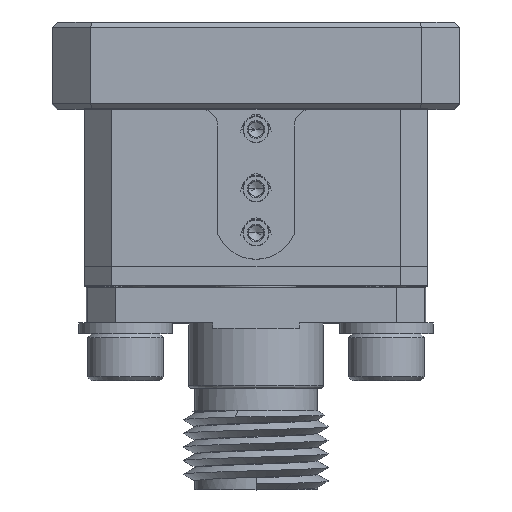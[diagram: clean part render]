
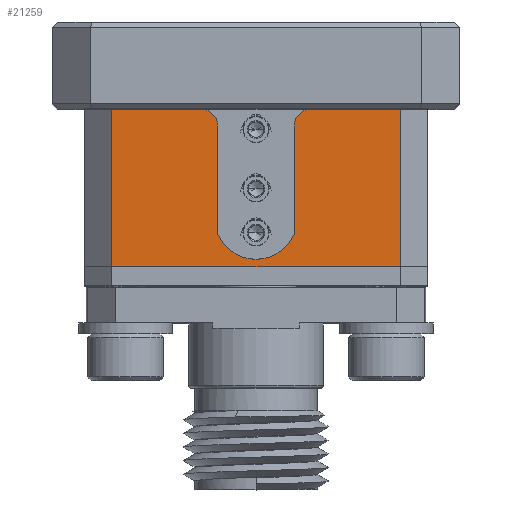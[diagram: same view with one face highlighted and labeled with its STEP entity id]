
A CAD part, top view. The second image highlights one B-rep face of the part: STEP entity #21259.
In plain terms, the highlighted planar face has unit normal (0, 0, 1).
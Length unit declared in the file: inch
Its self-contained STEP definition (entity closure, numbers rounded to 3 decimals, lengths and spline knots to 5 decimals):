
#580 = DIRECTION ( 'NONE',  ( 0., 0., 1. ) ) ;
#644 = VERTEX_POINT ( 'NONE', #18590 ) ;
#981 = EDGE_CURVE ( 'NONE', #10767, #18537, #10989, .T. ) ;
#1150 = EDGE_CURVE ( 'NONE', #644, #12137, #11293, .T. ) ;
#1149 = CARTESIAN_POINT ( 'NONE',  ( 0.315, -0.29, 0.14 ) ) ;
#2367 = FACE_OUTER_BOUND ( 'NONE', #9734, .T. ) ;
#3236 = AXIS2_PLACEMENT_3D ( 'NONE', #16219, #14186, #4568 ) ;
#3392 = CARTESIAN_POINT ( 'NONE',  ( 0.265, -0.29, 0.14 ) ) ;
#4277 = LINE ( 'NONE', #17140, #20962 ) ;
#4402 = CARTESIAN_POINT ( 'NONE',  ( -0.07, 0., 0.14 ) ) ;
#4472 = AXIS2_PLACEMENT_3D ( 'NONE', #7515, #11564, #15749 ) ;
#4477 = DIRECTION ( 'NONE',  ( 0., -1., 0. ) ) ;
#4478 = EDGE_CURVE ( 'NONE', #644, #24027, #24239, .T. ) ;
#4568 = DIRECTION ( 'NONE',  ( 1., 0., 0. ) ) ;
#4782 = CIRCLE ( 'NONE', #3236, 0.07616 ) ;
#5130 = VERTEX_POINT ( 'NONE', #10009 ) ;
#5566 = EDGE_CURVE ( 'NONE', #24027, #22640, #4782, .T. ) ;
#6051 = AXIS2_PLACEMENT_3D ( 'NONE', #1149, #14758, #24480 ) ;
#6358 = CARTESIAN_POINT ( 'NONE',  ( 0.10125, -0.03125, 0.14 ) ) ;
#6577 = CARTESIAN_POINT ( 'NONE',  ( -0.07, -0.23, 0.14 ) ) ;
#6639 = VECTOR ( 'NONE', #18082, 39.37008 ) ;
#6931 = DIRECTION ( 'NONE',  ( 0., -1., 0. ) ) ;
#7063 = VECTOR ( 'NONE', #17502, 39.37008 ) ;
#7515 = CARTESIAN_POINT ( 'NONE',  ( -0.10125, -0.03125, 0.14 ) ) ;
#8720 = CARTESIAN_POINT ( 'NONE',  ( -0.265, -0.29, 0.14 ) ) ;
#9276 = LINE ( 'NONE', #24599, #17799 ) ;
#9400 = DIRECTION ( 'NONE',  ( -1., 0., 0. ) ) ;
#9418 = VERTEX_POINT ( 'NONE', #16595 ) ;
#9548 = CARTESIAN_POINT ( 'NONE',  ( -0.265, 0., 0.14 ) ) ;
#9734 = EDGE_LOOP ( 'NONE', ( #19877, #15940, #24467, #16705, #18331, #10656, #23882, #12755, #11118, #24675 ) ) ;
#9949 = EDGE_CURVE ( 'NONE', #16255, #22640, #14929, .T. ) ;
#10009 = CARTESIAN_POINT ( 'NONE',  ( 0.10125, 0., 0.14 ) ) ;
#10151 = AXIS2_PLACEMENT_3D ( 'NONE', #6358, #580, #17648 ) ;
#10656 = ORIENTED_EDGE ( 'NONE', *, *, #1150, .T. ) ;
#10767 = VERTEX_POINT ( 'NONE', #9548 ) ;
#10989 = LINE ( 'NONE', #8720, #21303 ) ;
#11118 = ORIENTED_EDGE ( 'NONE', *, *, #15225, .F. ) ;
#11293 = CIRCLE ( 'NONE', #4472, 0.03125 ) ;
#11413 = CARTESIAN_POINT ( 'NONE',  ( -0.265, -0.29, 0.14 ) ) ;
#11564 = DIRECTION ( 'NONE',  ( 0., 0., 1. ) ) ;
#12032 = VERTEX_POINT ( 'NONE', #24756 ) ;
#12137 = VERTEX_POINT ( 'NONE', #15423 ) ;
#12340 = EDGE_CURVE ( 'NONE', #5130, #16255, #22418, .T. ) ;
#12372 = VECTOR ( 'NONE', #14591, 39.37008 ) ;
#12755 = ORIENTED_EDGE ( 'NONE', *, *, #981, .T. ) ;
#14186 = DIRECTION ( 'NONE',  ( 0., 0., 1. ) ) ;
#14591 = DIRECTION ( 'NONE',  ( -1., 0., 0. ) ) ;
#14758 = DIRECTION ( 'NONE',  ( 0., 0., -1. ) ) ;
#14929 = LINE ( 'NONE', #20009, #15836 ) ;
#15225 = EDGE_CURVE ( 'NONE', #9418, #18537, #19965, .T. ) ;
#15423 = CARTESIAN_POINT ( 'NONE',  ( -0.10125, 0., 0.14 ) ) ;
#15691 = CARTESIAN_POINT ( 'NONE',  ( 0.07, -0.03125, 0.14 ) ) ;
#15749 = DIRECTION ( 'NONE',  ( -1., 0., 0. ) ) ;
#15836 = VECTOR ( 'NONE', #4477, 39.37008 ) ;
#15940 = ORIENTED_EDGE ( 'NONE', *, *, #12340, .T. ) ;
#16219 = CARTESIAN_POINT ( 'NONE',  ( 0., -0.2, 0.14 ) ) ;
#16255 = VERTEX_POINT ( 'NONE', #15691 ) ;
#16595 = CARTESIAN_POINT ( 'NONE',  ( 0.265, -0.29, 0.14 ) ) ;
#16705 = ORIENTED_EDGE ( 'NONE', *, *, #5566, .F. ) ;
#17140 = CARTESIAN_POINT ( 'NONE',  ( 0.315, 0., 0.14 ) ) ;
#17502 = DIRECTION ( 'NONE',  ( 0., 1., 0. ) ) ;
#17648 = DIRECTION ( 'NONE',  ( -1., 0., 0. ) ) ;
#17799 = VECTOR ( 'NONE', #22568, 39.37008 ) ;
#18047 = EDGE_CURVE ( 'NONE', #9418, #12032, #24647, .T. ) ;
#18082 = DIRECTION ( 'NONE',  ( 0., -1., 0. ) ) ;
#18331 = ORIENTED_EDGE ( 'NONE', *, *, #4478, .F. ) ;
#18537 = VERTEX_POINT ( 'NONE', #11413 ) ;
#18566 = EDGE_CURVE ( 'NONE', #12137, #10767, #4277, .T. ) ;
#18590 = CARTESIAN_POINT ( 'NONE',  ( -0.07, -0.03125, 0.14 ) ) ;
#19877 = ORIENTED_EDGE ( 'NONE', *, *, #23234, .T. ) ;
#19965 = LINE ( 'NONE', #20163, #12372 ) ;
#20009 = CARTESIAN_POINT ( 'NONE',  ( 0.07, 0., 0.14 ) ) ;
#20163 = CARTESIAN_POINT ( 'NONE',  ( 0.315, -0.29, 0.14 ) ) ;
#20337 = PLANE ( 'NONE',  #6051 ) ;
#20962 = VECTOR ( 'NONE', #9400, 39.37008 ) ;
#21259 = ADVANCED_FACE ( 'NONE', ( #2367 ), #20337, .F. ) ;
#21303 = VECTOR ( 'NONE', #6931, 39.37008 ) ;
#21667 = CARTESIAN_POINT ( 'NONE',  ( 0.07, -0.23, 0.14 ) ) ;
#22418 = CIRCLE ( 'NONE', #10151, 0.03125 ) ;
#22568 = DIRECTION ( 'NONE',  ( -1., 0., 0. ) ) ;
#22640 = VERTEX_POINT ( 'NONE', #21667 ) ;
#23234 = EDGE_CURVE ( 'NONE', #12032, #5130, #9276, .T. ) ;
#23882 = ORIENTED_EDGE ( 'NONE', *, *, #18566, .T. ) ;
#24027 = VERTEX_POINT ( 'NONE', #6577 ) ;
#24239 = LINE ( 'NONE', #4402, #6639 ) ;
#24467 = ORIENTED_EDGE ( 'NONE', *, *, #9949, .T. ) ;
#24480 = DIRECTION ( 'NONE',  ( -1., 0., 0. ) ) ;
#24599 = CARTESIAN_POINT ( 'NONE',  ( 0.315, 0., 0.14 ) ) ;
#24647 = LINE ( 'NONE', #3392, #7063 ) ;
#24675 = ORIENTED_EDGE ( 'NONE', *, *, #18047, .T. ) ;
#24756 = CARTESIAN_POINT ( 'NONE',  ( 0.265, 0., 0.14 ) ) ;
